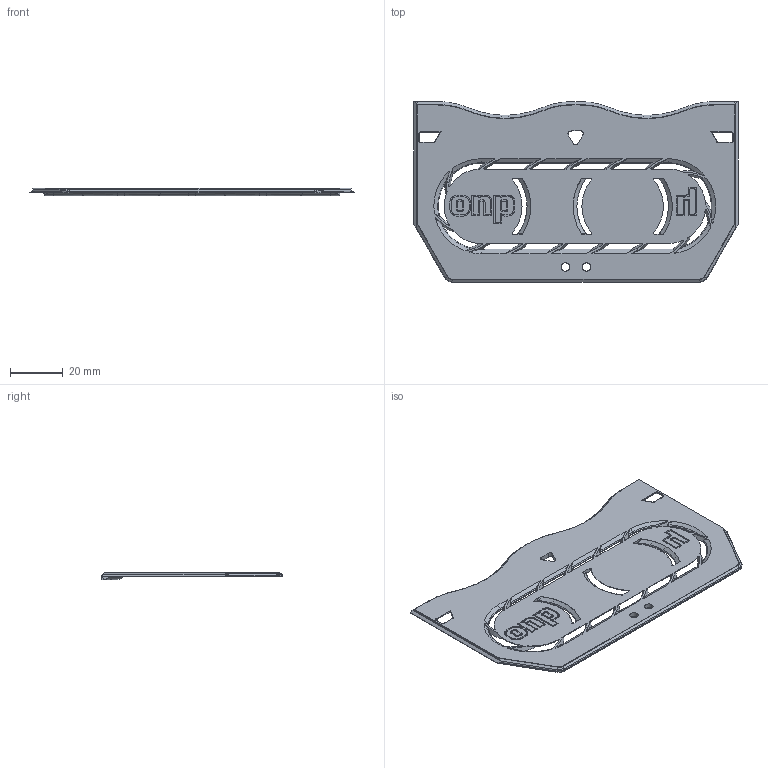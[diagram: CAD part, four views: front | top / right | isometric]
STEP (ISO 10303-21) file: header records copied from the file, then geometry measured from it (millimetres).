
FILE_DESCRIPTION(/* description */ (''),/* implementation_level */ '2;1');
FILE_NAME(/* name */ 'Duo_Plenum_Lid.step',/* time_stamp */ '2021-10-18T16:21:49+02:00',/* author */ (''),/* organization */ (''),/* preprocessor_version */ 'ST-DEVELOPER v18.1',/* originating_system */ 'Autodesk Translation Framework v10.10.0.1391',/* authorisation */ '');
FILE_SCHEMA (('AUTOMOTIVE_DESIGN { 1 0 10303 214 3 1 1 }'));
Products named in the file (2): Duo_Plenum; LID
Assembly tree (1 placements, depth 2):
  Duo_Plenum
    LID
Bounding box: 122.79 x 68.54 x 2.8 mm (x, y, z)
Volume: 11131.2 mm3; surface area: 16149.5 mm2
Topology: 1 solids, 1 shells, 1003 faces, 2665 edges, 1657 vertices
Faces by surface type: bspline 570, cylinder 196, plane 178, torus 32, cone 21, sphere 6
Full cylindrical faces by diameter (mm): 3.2 x2
Entity records: 43182 total; most frequent: CARTESIAN_POINT 21885, ORIENTED_EDGE 5296, DIRECTION 2894, EDGE_CURVE 2648, VERTEX_POINT 1657, B_SPLINE_CURVE_WITH_KNOTS 1150, EDGE_LOOP 1059, FACE_OUTER_BOUND 1003
